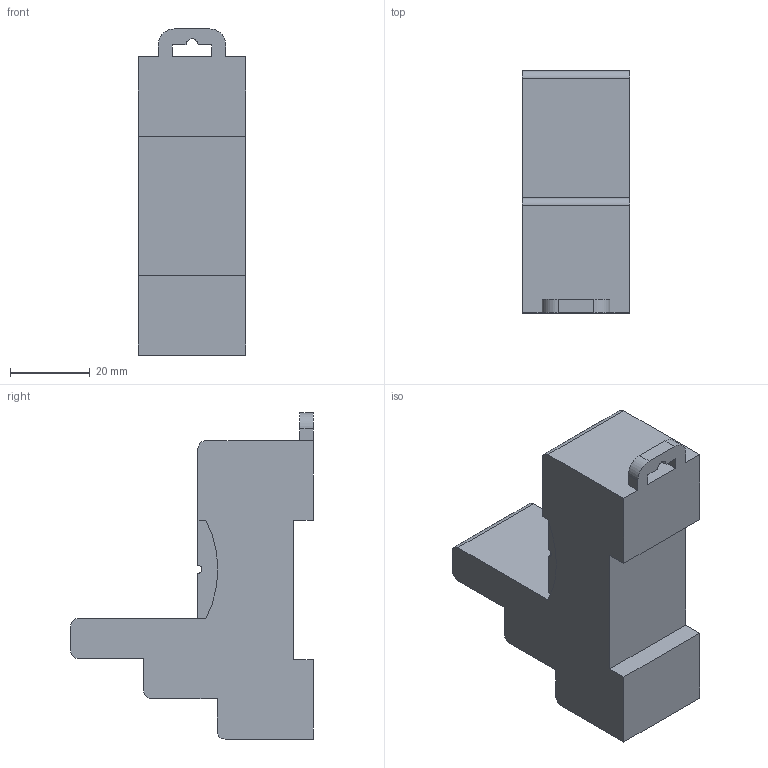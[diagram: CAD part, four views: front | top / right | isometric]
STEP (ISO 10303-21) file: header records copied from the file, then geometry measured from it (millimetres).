
FILE_DESCRIPTION((''),'2;1');
FILE_NAME('GZM2.stp','2015-07-24T14:36:57',('CAD Station'),(''),'Autodesk Inventor 2013','Autodesk Inventor 2013','');
FILE_SCHEMA(('CONFIG_CONTROL_DESIGN'));
Length unit declared in the file: millimetre
Products named in the file (1): GZM2
Bounding box: 27 x 61 x 82 mm (x, y, z)
Volume: 64197.1 mm3; surface area: 14468.8 mm2
Topology: 1 solids, 1 shells, 564 faces, 1320 edges, 820 vertices
Faces by surface type: plane 517, cylinder 47
Full cylindrical faces by diameter (mm): 3 x2, 3.5 x15, 4 x15
Entity records: 15753 total; most frequent: CARTESIAN_POINT 2673, ORIENTED_EDGE 2576, DIRECTION 2512, EDGE_CURVE 1288, VECTOR 1194, LINE 1194, VERTEX_POINT 820, EDGE_LOOP 660
